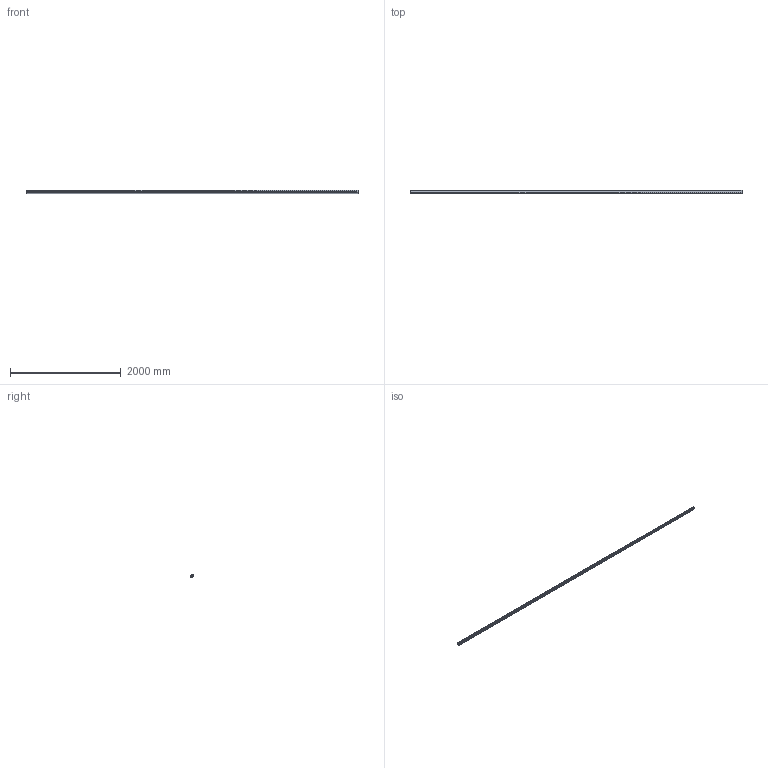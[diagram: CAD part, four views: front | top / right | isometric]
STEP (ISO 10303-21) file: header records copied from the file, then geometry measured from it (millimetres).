
FILE_DESCRIPTION (( 'STEP AP214' ), '1' );
FILE_NAME ('202075 Profil 8 40x40 R40-80 - 60°.STEP', '2019-02-06T12:54:53', ( '' ), ( '' ), 'SwSTEP 2.0', 'SolidWorks 2017', '' );
FILE_SCHEMA (( 'AUTOMOTIVE_DESIGN' ));
Length unit declared in the file: millimetre
Products named in the file (1): 202075 Profil 8 40x40 R40-80 - 60°
Bounding box: 6000 x 58.51 x 67.73 mm (x, y, z)
Volume: 6339978.9 mm3; surface area: 3803428.7 mm2
Topology: 1 solids, 1 shells, 126 faces, 372 edges, 248 vertices
Faces by surface type: cylinder 84, plane 42
Entity records: 4342 total; most frequent: DIRECTION 794, CARTESIAN_POINT 747, ORIENTED_EDGE 744, EDGE_CURVE 372, AXIS2_PLACEMENT_3D 295, VERTEX_POINT 248, LINE 204, VECTOR 204
